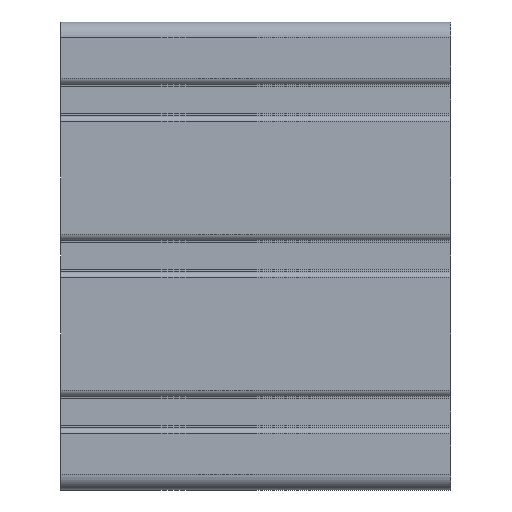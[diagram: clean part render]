
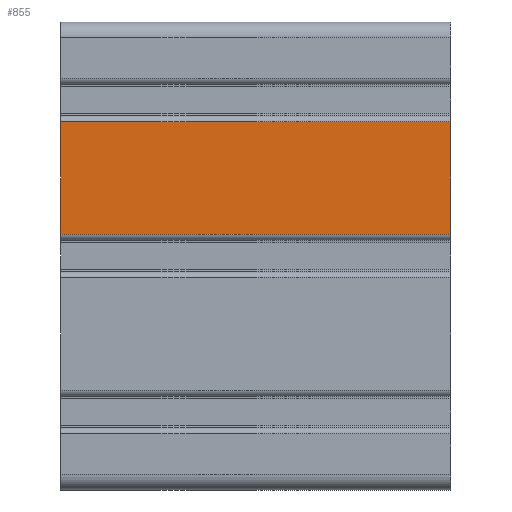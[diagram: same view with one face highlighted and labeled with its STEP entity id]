
A CAD part, left-side view. The second image highlights one B-rep face of the part: STEP entity #855.
In plain terms, the highlighted planar face has unit normal (-1, 0, 0).
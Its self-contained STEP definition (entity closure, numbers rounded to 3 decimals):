
#855 = ADVANCED_FACE( '', ( #1760 ), #1761, .F. );
#1760 = FACE_OUTER_BOUND( '', #2691, .T. );
#1761 = PLANE( '', #2692 );
#2691 = EDGE_LOOP( '', ( #5504, #5505, #5506, #5507 ) );
#2692 = AXIS2_PLACEMENT_3D( '', #5508, #5509, #5510 );
#5504 = ORIENTED_EDGE( '', *, *, #6678, .T. );
#5505 = ORIENTED_EDGE( '', *, *, #6634, .F. );
#5506 = ORIENTED_EDGE( '', *, *, #6833, .F. );
#5507 = ORIENTED_EDGE( '', *, *, #5954, .T. );
#5508 = CARTESIAN_POINT( '', ( -20., 100., 34.4 ) );
#5509 = DIRECTION( '', ( 1., 0., 0. ) );
#5510 = DIRECTION( '', ( 0., 0., -1. ) );
#5954 = EDGE_CURVE( '', #7275, #7273, #7276, .T. );
#6634 = EDGE_CURVE( '', #8351, #8349, #8353, .T. );
#6678 = EDGE_CURVE( '', #7273, #8349, #8414, .T. );
#6833 = EDGE_CURVE( '', #7275, #8351, #8618, .T. );
#7273 = VERTEX_POINT( '', #9160 );
#7275 = VERTEX_POINT( '', #9162 );
#7276 = LINE( '', #9163, #9164 );
#8349 = VERTEX_POINT( '', #10578 );
#8351 = VERTEX_POINT( '', #10580 );
#8353 = LINE( '', #10582, #10583 );
#8414 = LINE( '', #10661, #10662 );
#8618 = LINE( '', #10944, #10945 );
#9160 = CARTESIAN_POINT( '', ( -20., 0., 5.6 ) );
#9162 = CARTESIAN_POINT( '', ( -20., 100., 5.6 ) );
#9163 = CARTESIAN_POINT( '', ( -20., 100., 5.6 ) );
#9164 = VECTOR( '', #11347, 1000. );
#10578 = CARTESIAN_POINT( '', ( -20., 0., 34.4 ) );
#10580 = CARTESIAN_POINT( '', ( -20., 100., 34.4 ) );
#10582 = CARTESIAN_POINT( '', ( -20., 100., 34.4 ) );
#10583 = VECTOR( '', #12220, 1000. );
#10661 = CARTESIAN_POINT( '', ( -20., 0., 34.4 ) );
#10662 = VECTOR( '', #12289, 1000. );
#10944 = CARTESIAN_POINT( '', ( -20., 100., 34.4 ) );
#10945 = VECTOR( '', #12590, 1000. );
#11347 = DIRECTION( '', ( 0., -1., 0. ) );
#12220 = DIRECTION( '', ( 0., -1., 0. ) );
#12289 = DIRECTION( '', ( 0., 0., 1. ) );
#12590 = DIRECTION( '', ( 0., 0., 1. ) );
